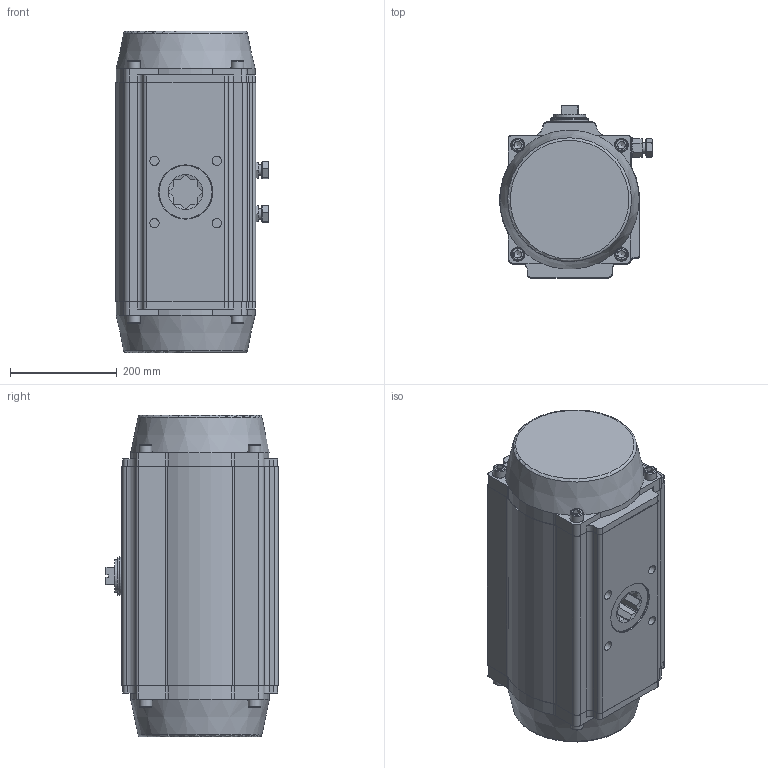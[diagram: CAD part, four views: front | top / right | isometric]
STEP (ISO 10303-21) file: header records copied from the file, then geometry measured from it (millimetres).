
FILE_DESCRIPTION(/* description */ ('Unknown'),/* implementation_level */ '2;1');
FILE_NAME(/* name */ 'PD13_PE12',/* time_stamp */ '2022-02-21T12:47:53+01:00',/* author */ ('Unknown'),/* organization */ ('Unknown'),/* preprocessor_version */ 'ST-DEVELOPER v16.7',/* originating_system */ 'Solid Edge',/* authorisation */ 'Unknown');
FILE_SCHEMA (('AUTOMOTIVE_DESIGN {1 0 10303 214 3 1 1}'));
Length unit declared in the file: millimetre
Products named in the file (12): PD13_PE12; VT240-01; VT240-03-A 粣 3D; VT240-09 俋菜え; VT240-10 踢扽菜え; hex screw gradeab_din_ISO 4017 - M20 x 90-N; plain washer grade a_din_Washer DIN 125 - A 21; hex nut gradec_din_Hexagon Nut ISO 4034 - M20 - N; socket head cap screw_din_DIN 912 M16 x 65 --- 65N; VT240酘傷裔; VT240衵傷裔; circlips for shaft--type b gb_GB_CONNECTING_PIECE_RINGS_CSB 60
Assembly tree (21 placements, depth 2):
  PD13_PE12
    VT240-01
    VT240-03-A 粣 3D
    VT240-09 俋菜え
    VT240-10 踢扽菜え
    hex screw gradeab_din_ISO 4017 - M20 x 90-N  x2
    plain washer grade a_din_Washer DIN 125 - A 21  x2
    hex nut gradec_din_Hexagon Nut ISO 4034 - M20 - N  x2
    socket head cap screw_din_DIN 912 M16 x 65 --- 65N  x8
    VT240酘傷裔
    VT240衵傷裔
    circlips for shaft--type b gb_GB_CONNECTING_PIECE_RINGS_CSB 60
Bounding box: 286 x 322 x 602 mm (x, y, z)
Volume: 13673109.2 mm3; surface area: 1642961.8 mm2
Topology: 21 solids, 21 shells, 1253 faces, 3014 edges, 1884 vertices
Faces by surface type: plane 461, cylinder 419, torus 236, cone 77, bspline 60
Full cylindrical faces by diameter (mm): 3 x2, 4.2 x4, 5 x5, 10 x2, 11 x2, 12 x1, 14 x8, 16 x10, 17.5 x14, 19 x2, 20 x6, 21 x2, 24 x8, 26 x8, 28 x2, 30 x2, 37 x2, 50.8 x1, 56 x1, 56.5 x1, 60 x5, 60.2 x1, 60.8 x1, 66 x12, 71 x1, 72 x1, 78 x1, 86 x1, 90.8 x1, 96 x1
Entity records: 34157 total; most frequent: CARTESIAN_POINT 9622, DIRECTION 5294, ORIENTED_EDGE 4756, EDGE_CURVE 2378, AXIS2_PLACEMENT_3D 2243, VERTEX_POINT 1575, FACE_BOUND 1329, EDGE_LOOP 1328
